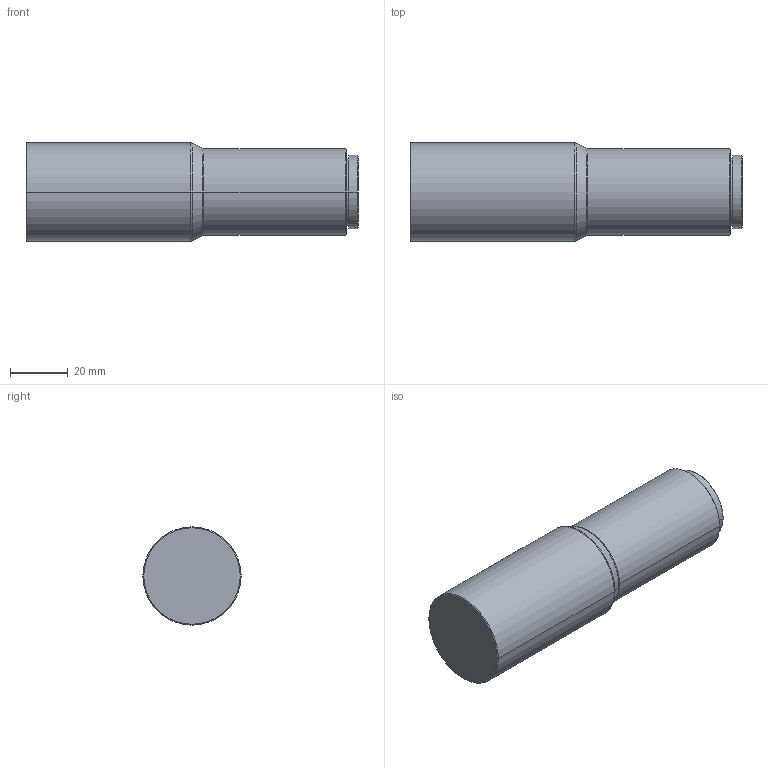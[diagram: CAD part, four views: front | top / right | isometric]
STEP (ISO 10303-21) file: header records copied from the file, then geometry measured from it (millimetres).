
FILE_DESCRIPTION (( 'STEP AP203' ), '1' );
FILE_NAME ('WH018-630A-110.STEP', '2023-02-08T06:13:05', ( '' ), ( '' ), 'SwSTEP 2.0', 'SolidWorks 2017', '' );
FILE_SCHEMA (( 'CONFIG_CONTROL_DESIGN' ));
Length unit declared in the file: millimetre
Products named in the file (1): WH018-630A-110
Bounding box: 114.9 x 34 x 34 mm (x, y, z)
Volume: 92258.1 mm3; surface area: 13275.6 mm2
Topology: 1 solids, 1 shells, 24 faces, 46 edges, 26 vertices
Faces by surface type: cone 8, cylinder 8, torus 4, plane 4
Entity records: 685 total; most frequent: DIRECTION 126, CARTESIAN_POINT 97, ORIENTED_EDGE 92, AXIS2_PLACEMENT_3D 55, EDGE_CURVE 46, CIRCLE 30, EDGE_LOOP 26, VERTEX_POINT 26
